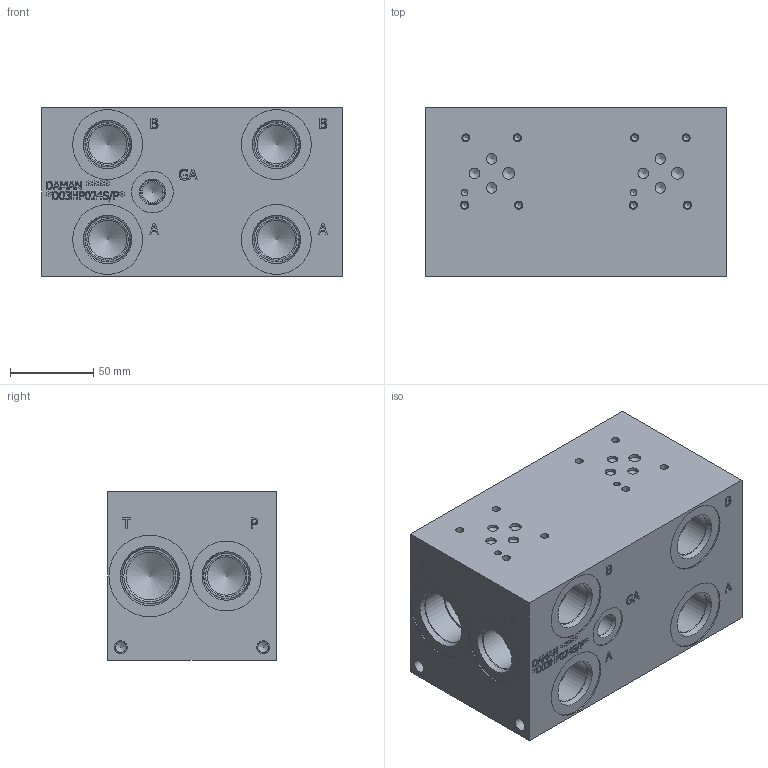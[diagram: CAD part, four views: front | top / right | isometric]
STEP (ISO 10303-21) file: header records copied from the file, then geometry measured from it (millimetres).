
FILE_DESCRIPTION(/* description */ (''),/* implementation_level */ '2;1');
FILE_NAME(/* name */ '_D03HP024S_P_.stp',/* time_stamp */ '2021-06-30T14:06:33-04:00',/* author */ ('anthonyv'),/* organization */ (''),/* preprocessor_version */ 'ST-DEVELOPER v18.1',/* originating_system */ 'Autodesk Inventor 2021',/* authorisation */ '');
FILE_SCHEMA (('AUTOMOTIVE_DESIGN { 1 0 10303 214 3 1 1 }'));
Length unit declared in the file: millimetre
Products named in the file (1): Part_AD03HP024S_3D
Bounding box: 180.97 x 101.6 x 101.6 mm (x, y, z)
Volume: 1692666.8 mm3; surface area: 121086.8 mm2
Topology: 1 solids, 1 shells, 704 faces, 1922 edges, 1300 vertices
Faces by surface type: plane 407, bspline 160, cylinder 79, cone 58
Full cylindrical faces by diameter (mm): 3.785 x8, 3.962 x2, 4.826 x8, 6.35 x6, 6.528 x4, 7.137 x2, 7.925 x4, 12.294 x1, 12.9 x1, 14.275 x1, 14.529 x1, 23.012 x6, 24.917 x6, 25.019 x1, 26.99 x6, 27.432 x6, 28.575 x2, 31.267 x2, 33.34 x2, 33.757 x2, 42.037 x6, 49.124 x2
Entity records: 23515 total; most frequent: CARTESIAN_POINT 5976, ORIENTED_EDGE 3782, DIRECTION 2960, EDGE_CURVE 1891, VERTEX_POINT 1300, LINE 1272, VECTOR 1272, AXIS2_PLACEMENT_3D 844
